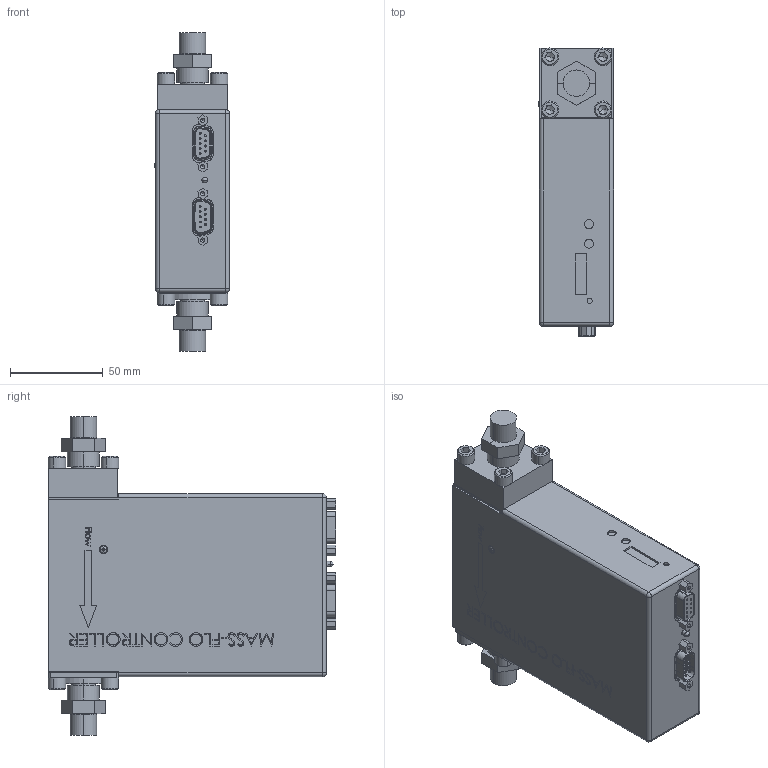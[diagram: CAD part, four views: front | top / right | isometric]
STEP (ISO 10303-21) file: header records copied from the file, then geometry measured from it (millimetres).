
FILE_DESCRIPTION((''),'2;1');
FILE_NAME('1579A_1-2SWAG_PROFIBUS_ASM','2016-08-30T',('cockrofm'),(''),'PRO/ENGINEER BY PARAMETRIC TECHNOLOGY CORPORATION, 2016100','PRO/ENGINEER BY PARAMETRIC TECHNOLOGY CORPORATION, 2016100','');
FILE_SCHEMA(('CONFIG_CONTROL_DESIGN'));
Products named in the file (25): NONE-357_1; NONE-2019_1; NONE-2226_1; NONE-3124_1; NONE-3340_1; NONE-3475_1; NONE-3638_1; NONE-3855_1; NONE-4139_1; NONE-9007_1; NONE-9380_1; NONE-10660_1; NONE-11495_1; NONE-12892_1; NONE-18483_1; NONE-19202_1; NONE-40177_1; NONE-40408_1; NONE-40571_1; NONE-40814_1; NONE-41164_1; MKS1579_ASM_1_ASM; 1579A_8VCR_PROFIBUS_ASM_1_ASM; 112380_NO_NUT; 1579A_1-2SWAG_PROFIBUS_ASM
Assembly tree (25 placements, depth 4):
  1579A_1-2SWAG_PROFIBUS_ASM
    1579A_8VCR_PROFIBUS_ASM_1_ASM
      MKS1579_ASM_1_ASM
        NONE-357_1
        NONE-2019_1
        NONE-2226_1
        NONE-3124_1
        NONE-3340_1
        NONE-3475_1
        NONE-3638_1
        NONE-3855_1
        NONE-4139_1
        NONE-9007_1
        NONE-9380_1
        NONE-10660_1
        NONE-11495_1
        NONE-12892_1
        NONE-18483_1
        NONE-19202_1
        NONE-40177_1
        NONE-40408_1
        NONE-40571_1
        NONE-40814_1
        NONE-41164_1
    112380_NO_NUT  x2
Bounding box: 40.47 x 155.31 x 172.01 mm (x, y, z)
Volume: 228962 mm3; surface area: 136970.2 mm2
Topology: 23 solids, 23 shells, 975 faces, 2643 edges, 1760 vertices
Faces by surface type: plane 475, cylinder 306, cone 108, torus 38, bspline 36, sphere 12
Entity records: 31992 total; most frequent: CARTESIAN_POINT 6824, DIRECTION 5352, ORIENTED_EDGE 5062, EDGE_CURVE 2531, AXIS2_PLACEMENT_3D 1961, VERTEX_POINT 1730, VECTOR 1430, LINE 1430
